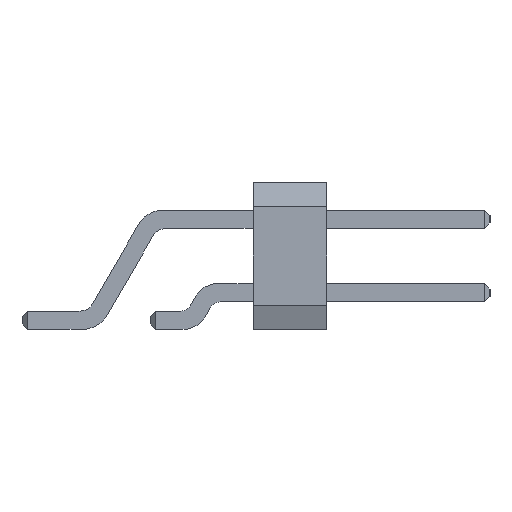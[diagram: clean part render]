
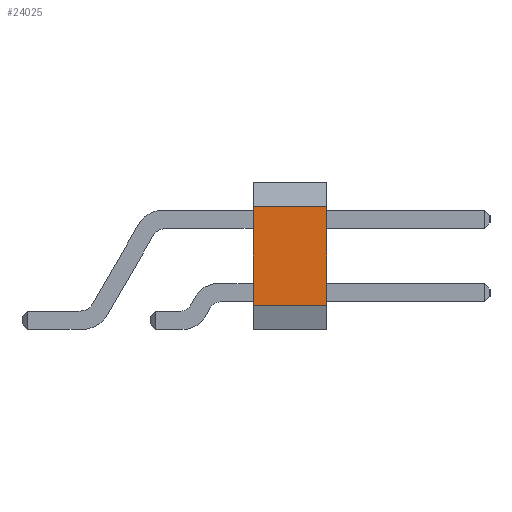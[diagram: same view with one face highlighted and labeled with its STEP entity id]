
A CAD part, left-side view. The second image highlights one B-rep face of the part: STEP entity #24025.
In plain terms, the highlighted planar face has unit normal (-1, 0, 0).
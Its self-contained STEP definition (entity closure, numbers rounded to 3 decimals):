
#24025 = ADVANCED_FACE('',(#24026),#24040,.T.);
#24026 = FACE_BOUND('',#24027,.T.);
#24027 = EDGE_LOOP('',(#24028,#24063,#24091,#24119));
#24028 = ORIENTED_EDGE('',*,*,#24029,.T.);
#24029 = EDGE_CURVE('',#24030,#24032,#24034,.T.);
#24030 = VERTEX_POINT('',#24031);
#24031 = CARTESIAN_POINT('',(-0.75,0.,3.342));
#24032 = VERTEX_POINT('',#24033);
#24033 = CARTESIAN_POINT('',(-0.75,2.,3.342));
#24034 = SURFACE_CURVE('',#24035,(#24039,#24051),.PCURVE_S1.);
#24035 = LINE('',#24036,#24037);
#24036 = CARTESIAN_POINT('',(-0.75,0.,3.342));
#24037 = VECTOR('',#24038,1.);
#24038 = DIRECTION('',(0.,1.,0.));
#24039 = PCURVE('',#24040,#24045);
#24040 = PLANE('',#24041);
#24041 = AXIS2_PLACEMENT_3D('',#24042,#24043,#24044);
#24042 = CARTESIAN_POINT('',(-0.75,0.,3.342));
#24043 = DIRECTION('',(-1.,0.,0.));
#24044 = DIRECTION('',(0.,0.,-1.));
#24045 = DEFINITIONAL_REPRESENTATION('',(#24046),#24050);
#24046 = LINE('',#24047,#24048);
#24047 = CARTESIAN_POINT('',(0.,0.));
#24048 = VECTOR('',#24049,1.);
#24049 = DIRECTION('',(0.,-1.));
#24050 = ( GEOMETRIC_REPRESENTATION_CONTEXT(2) 
PARAMETRIC_REPRESENTATION_CONTEXT() REPRESENTATION_CONTEXT('2D SPACE',''
  ) );
#24051 = PCURVE('',#24052,#24057);
#24052 = PLANE('',#24053);
#24053 = AXIS2_PLACEMENT_3D('',#24054,#24055,#24056);
#24054 = CARTESIAN_POINT('',(-0.511,0.,4.));
#24055 = DIRECTION('',(-0.94,0.,
    0.342));
#24056 = DIRECTION('',(-0.342,0.,
    -0.94));
#24057 = DEFINITIONAL_REPRESENTATION('',(#24058),#24062);
#24058 = LINE('',#24059,#24060);
#24059 = CARTESIAN_POINT('',(0.7,0.));
#24060 = VECTOR('',#24061,1.);
#24061 = DIRECTION('',(0.,-1.));
#24062 = ( GEOMETRIC_REPRESENTATION_CONTEXT(2) 
PARAMETRIC_REPRESENTATION_CONTEXT() REPRESENTATION_CONTEXT('2D SPACE',''
  ) );
#24063 = ORIENTED_EDGE('',*,*,#24064,.T.);
#24064 = EDGE_CURVE('',#24032,#24065,#24067,.T.);
#24065 = VERTEX_POINT('',#24066);
#24066 = CARTESIAN_POINT('',(-0.75,2.,0.658));
#24067 = SURFACE_CURVE('',#24068,(#24072,#24079),.PCURVE_S1.);
#24068 = LINE('',#24069,#24070);
#24069 = CARTESIAN_POINT('',(-0.75,2.,3.342));
#24070 = VECTOR('',#24071,1.);
#24071 = DIRECTION('',(0.,0.,-1.));
#24072 = PCURVE('',#24040,#24073);
#24073 = DEFINITIONAL_REPRESENTATION('',(#24074),#24078);
#24074 = LINE('',#24075,#24076);
#24075 = CARTESIAN_POINT('',(0.,-2.));
#24076 = VECTOR('',#24077,1.);
#24077 = DIRECTION('',(1.,0.));
#24078 = ( GEOMETRIC_REPRESENTATION_CONTEXT(2) 
PARAMETRIC_REPRESENTATION_CONTEXT() REPRESENTATION_CONTEXT('2D SPACE',''
  ) );
#24079 = PCURVE('',#24080,#24085);
#24080 = PLANE('',#24081);
#24081 = AXIS2_PLACEMENT_3D('',#24082,#24083,#24084);
#24082 = CARTESIAN_POINT('',(-0.75,2.,3.342));
#24083 = DIRECTION('',(0.,1.,0.));
#24084 = DIRECTION('',(0.,0.,1.));
#24085 = DEFINITIONAL_REPRESENTATION('',(#24086),#24090);
#24086 = LINE('',#24087,#24088);
#24087 = CARTESIAN_POINT('',(0.,0.));
#24088 = VECTOR('',#24089,1.);
#24089 = DIRECTION('',(-1.,0.));
#24090 = ( GEOMETRIC_REPRESENTATION_CONTEXT(2) 
PARAMETRIC_REPRESENTATION_CONTEXT() REPRESENTATION_CONTEXT('2D SPACE',''
  ) );
#24091 = ORIENTED_EDGE('',*,*,#24092,.F.);
#24092 = EDGE_CURVE('',#24093,#24065,#24095,.T.);
#24093 = VERTEX_POINT('',#24094);
#24094 = CARTESIAN_POINT('',(-0.75,0.,0.658));
#24095 = SURFACE_CURVE('',#24096,(#24100,#24107),.PCURVE_S1.);
#24096 = LINE('',#24097,#24098);
#24097 = CARTESIAN_POINT('',(-0.75,0.,0.658));
#24098 = VECTOR('',#24099,1.);
#24099 = DIRECTION('',(0.,1.,0.));
#24100 = PCURVE('',#24040,#24101);
#24101 = DEFINITIONAL_REPRESENTATION('',(#24102),#24106);
#24102 = LINE('',#24103,#24104);
#24103 = CARTESIAN_POINT('',(2.684,0.));
#24104 = VECTOR('',#24105,1.);
#24105 = DIRECTION('',(0.,-1.));
#24106 = ( GEOMETRIC_REPRESENTATION_CONTEXT(2) 
PARAMETRIC_REPRESENTATION_CONTEXT() REPRESENTATION_CONTEXT('2D SPACE',''
  ) );
#24107 = PCURVE('',#24108,#24113);
#24108 = PLANE('',#24109);
#24109 = AXIS2_PLACEMENT_3D('',#24110,#24111,#24112);
#24110 = CARTESIAN_POINT('',(-0.75,0.,0.658));
#24111 = DIRECTION('',(-0.94,0.,
    -0.342));
#24112 = DIRECTION('',(0.342,0.,
    -0.94));
#24113 = DEFINITIONAL_REPRESENTATION('',(#24114),#24118);
#24114 = LINE('',#24115,#24116);
#24115 = CARTESIAN_POINT('',(0.,0.));
#24116 = VECTOR('',#24117,1.);
#24117 = DIRECTION('',(0.,-1.));
#24118 = ( GEOMETRIC_REPRESENTATION_CONTEXT(2) 
PARAMETRIC_REPRESENTATION_CONTEXT() REPRESENTATION_CONTEXT('2D SPACE',''
  ) );
#24119 = ORIENTED_EDGE('',*,*,#24120,.F.);
#24120 = EDGE_CURVE('',#24030,#24093,#24121,.T.);
#24121 = SURFACE_CURVE('',#24122,(#24126,#24133),.PCURVE_S1.);
#24122 = LINE('',#24123,#24124);
#24123 = CARTESIAN_POINT('',(-0.75,0.,3.342));
#24124 = VECTOR('',#24125,1.);
#24125 = DIRECTION('',(0.,0.,-1.));
#24126 = PCURVE('',#24040,#24127);
#24127 = DEFINITIONAL_REPRESENTATION('',(#24128),#24132);
#24128 = LINE('',#24129,#24130);
#24129 = CARTESIAN_POINT('',(0.,0.));
#24130 = VECTOR('',#24131,1.);
#24131 = DIRECTION('',(1.,0.));
#24132 = ( GEOMETRIC_REPRESENTATION_CONTEXT(2) 
PARAMETRIC_REPRESENTATION_CONTEXT() REPRESENTATION_CONTEXT('2D SPACE',''
  ) );
#24133 = PCURVE('',#24134,#24139);
#24134 = PLANE('',#24135);
#24135 = AXIS2_PLACEMENT_3D('',#24136,#24137,#24138);
#24136 = CARTESIAN_POINT('',(-0.75,0.,3.342));
#24137 = DIRECTION('',(0.,1.,0.));
#24138 = DIRECTION('',(0.,0.,1.));
#24139 = DEFINITIONAL_REPRESENTATION('',(#24140),#24144);
#24140 = LINE('',#24141,#24142);
#24141 = CARTESIAN_POINT('',(0.,0.));
#24142 = VECTOR('',#24143,1.);
#24143 = DIRECTION('',(-1.,0.));
#24144 = ( GEOMETRIC_REPRESENTATION_CONTEXT(2) 
PARAMETRIC_REPRESENTATION_CONTEXT() REPRESENTATION_CONTEXT('2D SPACE',''
  ) );
